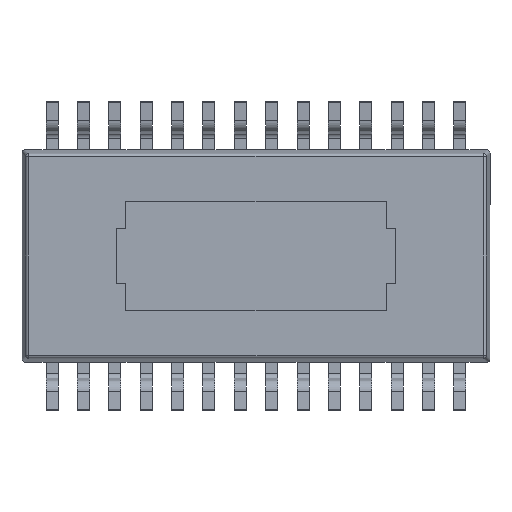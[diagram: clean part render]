
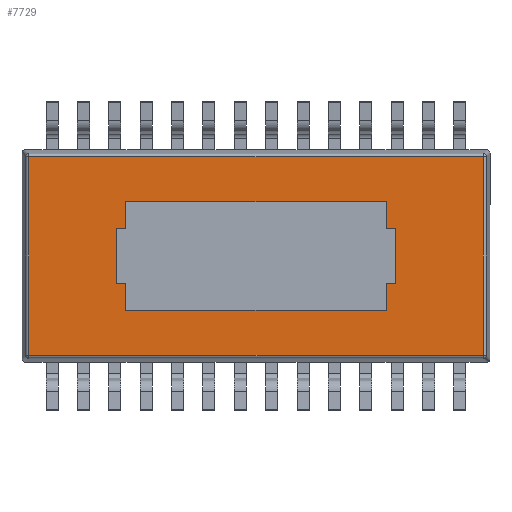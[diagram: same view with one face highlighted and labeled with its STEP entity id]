
A CAD part, front view. The second image highlights one B-rep face of the part: STEP entity #7729.
In plain terms, the highlighted planar face has unit normal (0, -1, 0).
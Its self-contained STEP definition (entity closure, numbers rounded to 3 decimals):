
#199 = VERTEX_POINT ( 'NONE', #8812 ) ;
#224 = VECTOR ( 'NONE', #13990, 1000. ) ;
#227 = VECTOR ( 'NONE', #1344, 1000. ) ;
#322 = VECTOR ( 'NONE', #17366, 1000. ) ;
#349 = CARTESIAN_POINT ( 'NONE',  ( 2.901, 0.1, -0.576 ) ) ;
#472 = LINE ( 'NONE', #18575, #224 ) ;
#497 = VERTEX_POINT ( 'NONE', #1820 ) ;
#632 = CARTESIAN_POINT ( 'NONE',  ( -2.701, 0.1, 0.576 ) ) ;
#964 = CARTESIAN_POINT ( 'NONE',  ( 2.901, 0.1, 0.576 ) ) ;
#1181 = EDGE_CURVE ( 'NONE', #9516, #497, #6635, .T. ) ;
#1344 = DIRECTION ( 'NONE',  ( -1., 0., 0. ) ) ;
#1415 = CARTESIAN_POINT ( 'NONE',  ( 4.766, 0.1, -2.058 ) ) ;
#1452 = EDGE_LOOP ( 'NONE', ( #4435, #10908, #16892, #8266, #17582, #16401, #15493, #19005, #13465, #7742, #6281, #8652 ) ) ;
#1628 = CARTESIAN_POINT ( 'NONE',  ( -4.708, 0.1, -2.058 ) ) ;
#1661 = CARTESIAN_POINT ( 'NONE',  ( 2.901, 0.1, 0.576 ) ) ;
#1717 = CARTESIAN_POINT ( 'NONE',  ( -4.766, 0.1, 2.058 ) ) ;
#1820 = CARTESIAN_POINT ( 'NONE',  ( 2.701, 0.1, -1.126 ) ) ;
#2148 = CARTESIAN_POINT ( 'NONE',  ( -2.701, 0.1, 1.126 ) ) ;
#2165 = DIRECTION ( 'NONE',  ( 0., 0., 1. ) ) ;
#2446 = CARTESIAN_POINT ( 'NONE',  ( -2.701, 0.1, -0.576 ) ) ;
#2447 = VERTEX_POINT ( 'NONE', #4727 ) ;
#3187 = EDGE_LOOP ( 'NONE', ( #17222, #15250, #17460, #13260 ) ) ;
#3450 = LINE ( 'NONE', #2148, #10703 ) ;
#3759 = EDGE_CURVE ( 'NONE', #2447, #9516, #13346, .T. ) ;
#4057 = EDGE_CURVE ( 'NONE', #199, #7534, #15223, .T. ) ;
#4118 = VECTOR ( 'NONE', #8712, 1000. ) ;
#4273 = DIRECTION ( 'NONE',  ( 0., 0., 1. ) ) ;
#4353 = VECTOR ( 'NONE', #6854, 1000. ) ;
#4435 = ORIENTED_EDGE ( 'NONE', *, *, #13951, .F. ) ;
#4679 = VECTOR ( 'NONE', #5077, 1000. ) ;
#4727 = CARTESIAN_POINT ( 'NONE',  ( 2.901, 0.1, -0.576 ) ) ;
#4819 = VECTOR ( 'NONE', #10226, 1000. ) ;
#5077 = DIRECTION ( 'NONE',  ( -1., 0., 0. ) ) ;
#5087 = DIRECTION ( 'NONE',  ( 0., 0., -1. ) ) ;
#5131 = VERTEX_POINT ( 'NONE', #18652 ) ;
#5447 = VECTOR ( 'NONE', #14004, 1000. ) ;
#5645 = CARTESIAN_POINT ( 'NONE',  ( 4.708, 0.1, 2.116 ) ) ;
#5654 = FACE_BOUND ( 'NONE', #1452, .T. ) ;
#5736 = CARTESIAN_POINT ( 'NONE',  ( -2.701, 0.1, 0.576 ) ) ;
#5867 = CARTESIAN_POINT ( 'NONE',  ( 2.701, 0.1, -1.126 ) ) ;
#5907 = CARTESIAN_POINT ( 'NONE',  ( 4.708, 0.1, -2.058 ) ) ;
#6281 = ORIENTED_EDGE ( 'NONE', *, *, #12752, .F. ) ;
#6441 = VECTOR ( 'NONE', #5087, 1000. ) ;
#6635 = LINE ( 'NONE', #15468, #5447 ) ;
#6849 = AXIS2_PLACEMENT_3D ( 'NONE', #11543, #15942, #2165 ) ;
#6854 = DIRECTION ( 'NONE',  ( -1., 0., 0. ) ) ;
#6916 = VECTOR ( 'NONE', #4273, 1000. ) ;
#6922 = VECTOR ( 'NONE', #13438, 1000. ) ;
#7016 = EDGE_CURVE ( 'NONE', #497, #14918, #16716, .T. ) ;
#7534 = VERTEX_POINT ( 'NONE', #1628 ) ;
#7729 = ADVANCED_FACE ( 'NONE', ( #5654, #10457 ), #11276, .F. ) ;
#7742 = ORIENTED_EDGE ( 'NONE', *, *, #12403, .T. ) ;
#7937 = VECTOR ( 'NONE', #10785, 1000. ) ;
#8111 = CARTESIAN_POINT ( 'NONE',  ( 2.701, 0.1, 1.126 ) ) ;
#8180 = LINE ( 'NONE', #2446, #15615 ) ;
#8266 = ORIENTED_EDGE ( 'NONE', *, *, #12610, .F. ) ;
#8347 = VECTOR ( 'NONE', #12735, 1000. ) ;
#8363 = VERTEX_POINT ( 'NONE', #19293 ) ;
#8370 = EDGE_CURVE ( 'NONE', #14197, #2447, #17511, .T. ) ;
#8430 = EDGE_CURVE ( 'NONE', #8363, #14918, #8180, .T. ) ;
#8652 = ORIENTED_EDGE ( 'NONE', *, *, #15080, .F. ) ;
#8712 = DIRECTION ( 'NONE',  ( -1., 0., 0. ) ) ;
#8812 = CARTESIAN_POINT ( 'NONE',  ( -4.708, 0.1, 2.058 ) ) ;
#8859 = VERTEX_POINT ( 'NONE', #19274 ) ;
#9319 = LINE ( 'NONE', #5645, #6916 ) ;
#9516 = VERTEX_POINT ( 'NONE', #10097 ) ;
#9752 = EDGE_CURVE ( 'NONE', #15128, #199, #16953, .T. ) ;
#10097 = CARTESIAN_POINT ( 'NONE',  ( 2.701, 0.1, -0.576 ) ) ;
#10226 = DIRECTION ( 'NONE',  ( 0., 0., -1. ) ) ;
#10391 = LINE ( 'NONE', #632, #4353 ) ;
#10457 = FACE_OUTER_BOUND ( 'NONE', #3187, .T. ) ;
#10640 = LINE ( 'NONE', #13277, #4118 ) ;
#10703 = VECTOR ( 'NONE', #11671, 1000. ) ;
#10757 = CARTESIAN_POINT ( 'NONE',  ( -2.701, 0.1, -1.126 ) ) ;
#10785 = DIRECTION ( 'NONE',  ( -1., 0., 0. ) ) ;
#10908 = ORIENTED_EDGE ( 'NONE', *, *, #15296, .F. ) ;
#11173 = VERTEX_POINT ( 'NONE', #5736 ) ;
#11214 = CARTESIAN_POINT ( 'NONE',  ( 2.701, 0.1, 1.126 ) ) ;
#11276 = PLANE ( 'NONE',  #6849 ) ;
#11543 = CARTESIAN_POINT ( 'NONE',  ( 0., 0.1, 0. ) ) ;
#11632 = VERTEX_POINT ( 'NONE', #12984 ) ;
#11671 = DIRECTION ( 'NONE',  ( 0., 0., -1. ) ) ;
#12020 = DIRECTION ( 'NONE',  ( 1., 0., 0. ) ) ;
#12107 = VERTEX_POINT ( 'NONE', #8111 ) ;
#12403 = EDGE_CURVE ( 'NONE', #8363, #5131, #10640, .T. ) ;
#12610 = EDGE_CURVE ( 'NONE', #14197, #11632, #15382, .T. ) ;
#12735 = DIRECTION ( 'NONE',  ( -1., 0., 0. ) ) ;
#12752 = EDGE_CURVE ( 'NONE', #14169, #5131, #472, .T. ) ;
#12968 = CARTESIAN_POINT ( 'NONE',  ( 4.708, 0.1, 2.058 ) ) ;
#12984 = CARTESIAN_POINT ( 'NONE',  ( 2.701, 0.1, 0.576 ) ) ;
#13260 = ORIENTED_EDGE ( 'NONE', *, *, #16368, .T. ) ;
#13277 = CARTESIAN_POINT ( 'NONE',  ( -2.701, 0.1, -0.576 ) ) ;
#13346 = LINE ( 'NONE', #349, #4679 ) ;
#13438 = DIRECTION ( 'NONE',  ( -1., 0., 0. ) ) ;
#13465 = ORIENTED_EDGE ( 'NONE', *, *, #8430, .F. ) ;
#13951 = EDGE_CURVE ( 'NONE', #8859, #11173, #3450, .T. ) ;
#13990 = DIRECTION ( 'NONE',  ( 0., 0., -1. ) ) ;
#14004 = DIRECTION ( 'NONE',  ( 0., 0., -1. ) ) ;
#14169 = VERTEX_POINT ( 'NONE', #16836 ) ;
#14197 = VERTEX_POINT ( 'NONE', #15110 ) ;
#14308 = CARTESIAN_POINT ( 'NONE',  ( -4.708, 0.1, -2.116 ) ) ;
#14918 = VERTEX_POINT ( 'NONE', #10757 ) ;
#15080 = EDGE_CURVE ( 'NONE', #11173, #14169, #10391, .T. ) ;
#15110 = CARTESIAN_POINT ( 'NONE',  ( 2.901, 0.1, 0.576 ) ) ;
#15128 = VERTEX_POINT ( 'NONE', #12968 ) ;
#15223 = LINE ( 'NONE', #14308, #322 ) ;
#15250 = ORIENTED_EDGE ( 'NONE', *, *, #9752, .T. ) ;
#15296 = EDGE_CURVE ( 'NONE', #12107, #8859, #19438, .T. ) ;
#15382 = LINE ( 'NONE', #1661, #7937 ) ;
#15468 = CARTESIAN_POINT ( 'NONE',  ( 2.701, 0.1, -0.576 ) ) ;
#15493 = ORIENTED_EDGE ( 'NONE', *, *, #1181, .T. ) ;
#15615 = VECTOR ( 'NONE', #16343, 1000. ) ;
#15942 = DIRECTION ( 'NONE',  ( 0., 1., 0. ) ) ;
#16184 = EDGE_CURVE ( 'NONE', #16331, #15128, #9319, .T. ) ;
#16331 = VERTEX_POINT ( 'NONE', #5907 ) ;
#16343 = DIRECTION ( 'NONE',  ( 0., 0., -1. ) ) ;
#16368 = EDGE_CURVE ( 'NONE', #7534, #16331, #18122, .T. ) ;
#16401 = ORIENTED_EDGE ( 'NONE', *, *, #3759, .T. ) ;
#16716 = LINE ( 'NONE', #5867, #6922 ) ;
#16836 = CARTESIAN_POINT ( 'NONE',  ( -2.901, 0.1, 0.576 ) ) ;
#16892 = ORIENTED_EDGE ( 'NONE', *, *, #18158, .T. ) ;
#16953 = LINE ( 'NONE', #1717, #8347 ) ;
#17222 = ORIENTED_EDGE ( 'NONE', *, *, #16184, .T. ) ;
#17366 = DIRECTION ( 'NONE',  ( 0., 0., -1. ) ) ;
#17460 = ORIENTED_EDGE ( 'NONE', *, *, #4057, .T. ) ;
#17511 = LINE ( 'NONE', #964, #4819 ) ;
#17582 = ORIENTED_EDGE ( 'NONE', *, *, #8370, .T. ) ;
#17924 = LINE ( 'NONE', #11214, #6441 ) ;
#18122 = LINE ( 'NONE', #1415, #19580 ) ;
#18158 = EDGE_CURVE ( 'NONE', #12107, #11632, #17924, .T. ) ;
#18575 = CARTESIAN_POINT ( 'NONE',  ( -2.901, 0.1, 0.576 ) ) ;
#18652 = CARTESIAN_POINT ( 'NONE',  ( -2.901, 0.1, -0.576 ) ) ;
#19005 = ORIENTED_EDGE ( 'NONE', *, *, #7016, .T. ) ;
#19274 = CARTESIAN_POINT ( 'NONE',  ( -2.701, 0.1, 1.126 ) ) ;
#19293 = CARTESIAN_POINT ( 'NONE',  ( -2.701, 0.1, -0.576 ) ) ;
#19438 = LINE ( 'NONE', #19601, #227 ) ;
#19580 = VECTOR ( 'NONE', #12020, 1000. ) ;
#19601 = CARTESIAN_POINT ( 'NONE',  ( 2.701, 0.1, 1.126 ) ) ;
